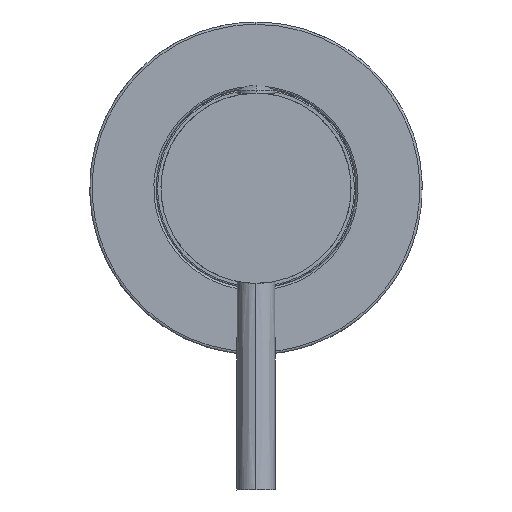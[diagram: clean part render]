
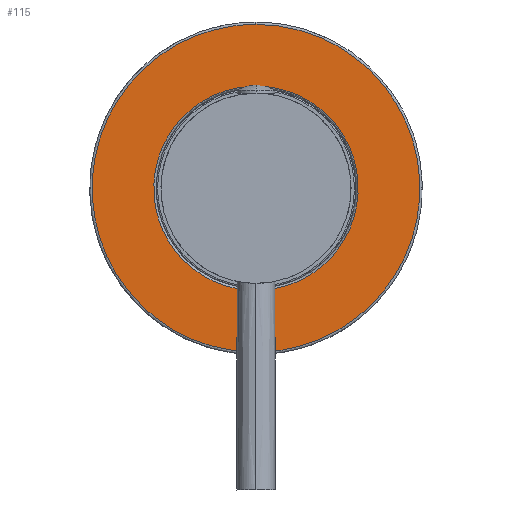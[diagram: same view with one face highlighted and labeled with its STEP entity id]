
A CAD part, front view. The second image highlights one B-rep face of the part: STEP entity #115.
In plain terms, the highlighted free-form (B-spline) face has degree [1, 1] with [2, 2] control points.
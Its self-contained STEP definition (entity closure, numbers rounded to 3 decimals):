
#36=FACE_BOUND('',#221,.T.);
#40=B_SPLINE_SURFACE_WITH_KNOTS('',1,1,((#1791,#1792),(#1793,#1794)),
 .UNSPECIFIED.,.F.,.F.,.F.,(2,2),(2,2),(0.,100.),(0.,100.),
 .UNSPECIFIED.);
#115=ADVANCED_FACE('',(#166,#36),#40,.T.);
#166=FACE_OUTER_BOUND('',#220,.T.);
#220=EDGE_LOOP('',(#411,#412));
#221=EDGE_LOOP('',(#413,#414));
#411=ORIENTED_EDGE('',*,*,#538,.F.);
#412=ORIENTED_EDGE('',*,*,#528,.F.);
#413=ORIENTED_EDGE('',*,*,#533,.F.);
#414=ORIENTED_EDGE('',*,*,#521,.F.);
#521=EDGE_CURVE('',#704,#711,#637,.T.);
#528=EDGE_CURVE('',#707,#714,#644,.T.);
#533=EDGE_CURVE('',#711,#704,#648,.T.);
#538=EDGE_CURVE('',#714,#707,#653,.T.);
#637=(
BOUNDED_CURVE()
B_SPLINE_CURVE(3,(#1941,#1942,#1943,#1944,#1945,#1946,#1947,#1948,#1949,
#1950,#1951,#1952,#1953,#1954,#1955,#1956,#1957,#1958,#1959,#1960,#1961,
#1962,#1963,#1964,#1965),.UNSPECIFIED.,.F.,.F.)
B_SPLINE_CURVE_WITH_KNOTS((4,3,3,3,3,3,3,3,4),(0.,8.443,16.886,
25.329,33.772,42.215,50.658,59.101,
67.544),.UNSPECIFIED.)
CURVE()
GEOMETRIC_REPRESENTATION_ITEM()
RATIONAL_B_SPLINE_CURVE((1.,1.,1.,1.,1.,1.,1.,1.,1.,1.,
1.,1.,1.,1.,1.,1.,1.,1.,1.,
1.,1.,1.,1.,
1.,1.))
REPRESENTATION_ITEM('')
);
#644=(
BOUNDED_CURVE()
B_SPLINE_CURVE(3,(#2009,#2010,#2011,#2012,#2013,#2014,#2015,#2016,#2017,
#2018,#2019),.UNSPECIFIED.,.F.,.F.)
B_SPLINE_CURVE_WITH_KNOTS((4,1,1,1,1,1,1,1,4),(0.,13.548,27.096,
40.643,54.191,67.739,81.287,94.834,
108.382),.UNSPECIFIED.)
CURVE()
GEOMETRIC_REPRESENTATION_ITEM()
RATIONAL_B_SPLINE_CURVE((1.,1.,1.,1.,1.,1.,
1.,1.,1.,1.,1.))
REPRESENTATION_ITEM('')
);
#648=(
BOUNDED_CURVE()
B_SPLINE_CURVE(3,(#2063,#2064,#2065,#2066,#2067,#2068,#2069,#2070,#2071,
#2072,#2073,#2074,#2075,#2076,#2077,#2078,#2079,#2080,#2081,#2082,#2083,
#2084,#2085,#2086,#2087),.UNSPECIFIED.,.F.,.F.)
B_SPLINE_CURVE_WITH_KNOTS((4,3,3,3,3,3,3,3,4),(67.544,75.987,
84.43,92.873,101.316,109.759,118.202,
126.645,135.088),.UNSPECIFIED.)
CURVE()
GEOMETRIC_REPRESENTATION_ITEM()
RATIONAL_B_SPLINE_CURVE((1.,1.,1.,1.,1.,1.,1.,1.,1.,1.,1.,1.,1.,1.,1.,1.,
1.,1.,1.,1.,1.,1.,1.,1.,1.))
REPRESENTATION_ITEM('')
);
#653=(
BOUNDED_CURVE()
B_SPLINE_CURVE(3,(#2103,#2104,#2105,#2106,#2107,#2108,#2109,#2110,#2111,
#2112,#2113),.UNSPECIFIED.,.F.,.F.)
B_SPLINE_CURVE_WITH_KNOTS((4,1,1,1,1,1,1,1,4),(108.382,121.93,
135.478,149.026,162.573,176.121,189.669,
203.217,216.764),.UNSPECIFIED.)
CURVE()
GEOMETRIC_REPRESENTATION_ITEM()
RATIONAL_B_SPLINE_CURVE((1.,1.,1.,1.,1.,1.,
1.,1.,1.,1.,1.))
REPRESENTATION_ITEM('')
);
#704=VERTEX_POINT('',#1915);
#707=VERTEX_POINT('',#1918);
#711=VERTEX_POINT('',#1922);
#714=VERTEX_POINT('',#1925);
#1791=CARTESIAN_POINT('',(6710.674,897.323,-52.574));
#1792=CARTESIAN_POINT('',(6610.674,897.323,-52.574));
#1793=CARTESIAN_POINT('',(6710.674,897.323,47.426));
#1794=CARTESIAN_POINT('',(6610.674,897.323,47.426));
#1915=CARTESIAN_POINT('',(6660.674,897.323,-24.074));
#1918=CARTESIAN_POINT('',(6660.674,897.323,-37.074));
#1922=CARTESIAN_POINT('',(6660.674,897.323,18.927));
#1925=CARTESIAN_POINT('',(6660.674,897.323,31.927));
#1941=CARTESIAN_POINT('',(6660.674,897.323,-24.074));
#1942=CARTESIAN_POINT('',(6663.488,897.323,-24.076));
#1943=CARTESIAN_POINT('',(6666.302,897.323,-23.515));
#1944=CARTESIAN_POINT('',(6668.902,897.323,-22.438));
#1945=CARTESIAN_POINT('',(6671.502,897.323,-21.361));
#1946=CARTESIAN_POINT('',(6673.887,897.323,-19.767));
#1947=CARTESIAN_POINT('',(6675.877,897.323,-17.777));
#1948=CARTESIAN_POINT('',(6677.867,897.323,-15.788));
#1949=CARTESIAN_POINT('',(6679.461,897.323,-13.402));
#1950=CARTESIAN_POINT('',(6680.538,897.323,-10.802));
#1951=CARTESIAN_POINT('',(6681.615,897.323,-8.202));
#1952=CARTESIAN_POINT('',(6682.175,897.323,-5.388));
#1953=CARTESIAN_POINT('',(6682.175,897.323,-2.574));
#1954=CARTESIAN_POINT('',(6682.175,897.323,0.24));
#1955=CARTESIAN_POINT('',(6681.615,897.323,3.054));
#1956=CARTESIAN_POINT('',(6680.538,897.323,5.654));
#1957=CARTESIAN_POINT('',(6679.461,897.323,8.254));
#1958=CARTESIAN_POINT('',(6677.867,897.323,10.639));
#1959=CARTESIAN_POINT('',(6675.877,897.323,12.629));
#1960=CARTESIAN_POINT('',(6673.887,897.323,14.619));
#1961=CARTESIAN_POINT('',(6671.502,897.323,16.213));
#1962=CARTESIAN_POINT('',(6668.902,897.323,17.29));
#1963=CARTESIAN_POINT('',(6666.302,897.323,18.367));
#1964=CARTESIAN_POINT('',(6663.488,897.323,18.927));
#1965=CARTESIAN_POINT('',(6660.674,897.323,18.927));
#2009=CARTESIAN_POINT('',(6660.674,897.323,-37.074));
#2010=CARTESIAN_POINT('',(6656.158,897.323,-37.077));
#2011=CARTESIAN_POINT('',(6647.127,897.323,-35.278));
#2012=CARTESIAN_POINT('',(6635.643,897.323,-27.606));
#2013=CARTESIAN_POINT('',(6627.969,897.323,-16.121));
#2014=CARTESIAN_POINT('',(6625.275,897.323,-2.574));
#2015=CARTESIAN_POINT('',(6627.969,897.323,10.973));
#2016=CARTESIAN_POINT('',(6635.643,897.323,22.457));
#2017=CARTESIAN_POINT('',(6647.127,897.323,30.131));
#2018=CARTESIAN_POINT('',(6656.158,897.323,31.927));
#2019=CARTESIAN_POINT('',(6660.674,897.323,31.927));
#2063=CARTESIAN_POINT('',(6660.674,897.323,18.927));
#2064=CARTESIAN_POINT('',(6657.86,897.323,18.927));
#2065=CARTESIAN_POINT('',(6655.046,897.323,18.367));
#2066=CARTESIAN_POINT('',(6652.446,897.323,17.29));
#2067=CARTESIAN_POINT('',(6649.846,897.323,16.213));
#2068=CARTESIAN_POINT('',(6647.46,897.323,14.619));
#2069=CARTESIAN_POINT('',(6645.47,897.323,12.629));
#2070=CARTESIAN_POINT('',(6643.481,897.323,10.639));
#2071=CARTESIAN_POINT('',(6641.887,897.323,8.254));
#2072=CARTESIAN_POINT('',(6640.81,897.323,5.654));
#2073=CARTESIAN_POINT('',(6639.733,897.323,3.054));
#2074=CARTESIAN_POINT('',(6639.173,897.323,0.24));
#2075=CARTESIAN_POINT('',(6639.173,897.323,-2.574));
#2076=CARTESIAN_POINT('',(6639.173,897.323,-5.388));
#2077=CARTESIAN_POINT('',(6639.733,897.323,-8.202));
#2078=CARTESIAN_POINT('',(6640.81,897.323,-10.802));
#2079=CARTESIAN_POINT('',(6641.887,897.323,-13.402));
#2080=CARTESIAN_POINT('',(6643.481,897.323,-15.788));
#2081=CARTESIAN_POINT('',(6645.471,897.323,-17.777));
#2082=CARTESIAN_POINT('',(6647.46,897.323,-19.767));
#2083=CARTESIAN_POINT('',(6649.846,897.323,-21.361));
#2084=CARTESIAN_POINT('',(6652.446,897.323,-22.438));
#2085=CARTESIAN_POINT('',(6655.046,897.323,-23.515));
#2086=CARTESIAN_POINT('',(6657.86,897.323,-24.076));
#2087=CARTESIAN_POINT('',(6660.674,897.323,-24.074));
#2103=CARTESIAN_POINT('',(6660.674,897.323,31.927));
#2104=CARTESIAN_POINT('',(6665.189,897.323,31.927));
#2105=CARTESIAN_POINT('',(6674.22,897.323,30.131));
#2106=CARTESIAN_POINT('',(6685.705,897.323,22.457));
#2107=CARTESIAN_POINT('',(6693.379,897.323,10.973));
#2108=CARTESIAN_POINT('',(6696.073,897.323,-2.574));
#2109=CARTESIAN_POINT('',(6693.379,897.323,-16.121));
#2110=CARTESIAN_POINT('',(6685.705,897.323,-27.606));
#2111=CARTESIAN_POINT('',(6674.22,897.323,-35.278));
#2112=CARTESIAN_POINT('',(6665.19,897.323,-37.077));
#2113=CARTESIAN_POINT('',(6660.674,897.323,-37.074));
